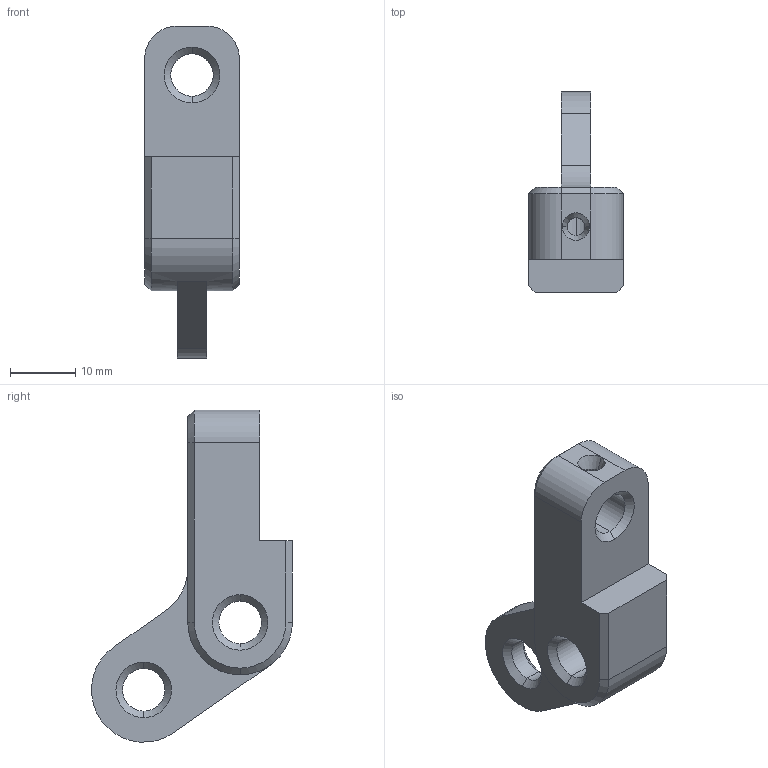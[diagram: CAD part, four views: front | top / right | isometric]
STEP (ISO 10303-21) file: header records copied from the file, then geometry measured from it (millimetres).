
FILE_DESCRIPTION (( 'STEP AP214' ), '1' );
FILE_NAME ('Press Linkage.STEP', '2023-12-13T17:34:15', ( '' ), ( '' ), 'SwSTEP 2.0', 'SolidWorks 2023', '' );
FILE_SCHEMA (( 'AUTOMOTIVE_DESIGN' ));
Length unit declared in the file: millimetre
Products named in the file (1): Press Linkage
Bounding box: 14.5 x 30.71 x 50.79 mm (x, y, z)
Volume: 7567.7 mm3; surface area: 3536.4 mm2
Topology: 1 solids, 1 shells, 46 faces, 115 edges, 70 vertices
Faces by surface type: cone 17, plane 16, cylinder 13
Entity records: 1444 total; most frequent: CARTESIAN_POINT 282, DIRECTION 249, ORIENTED_EDGE 230, EDGE_CURVE 115, AXIS2_PLACEMENT_3D 91, VERTEX_POINT 70, LINE 67, VECTOR 67
